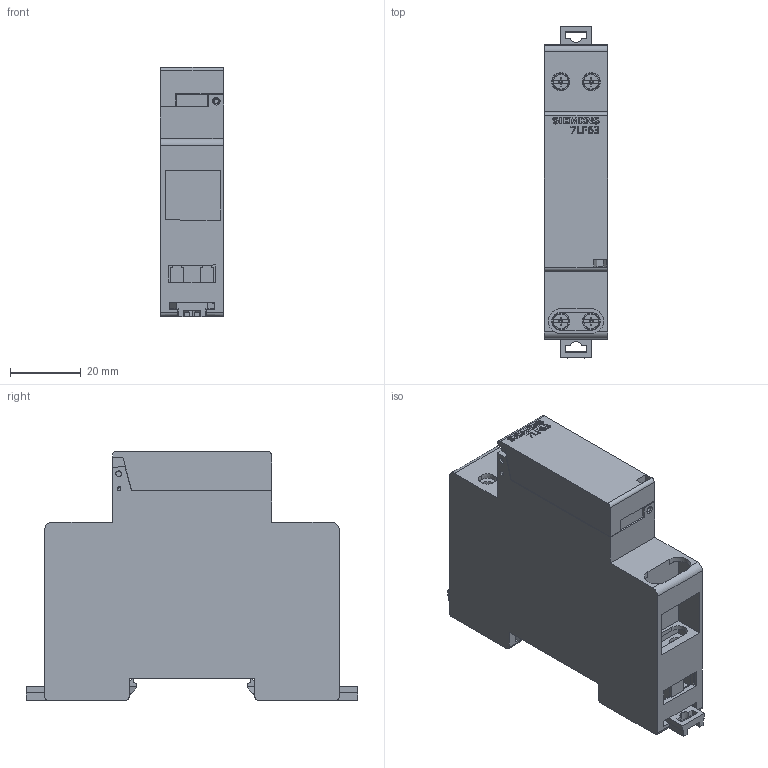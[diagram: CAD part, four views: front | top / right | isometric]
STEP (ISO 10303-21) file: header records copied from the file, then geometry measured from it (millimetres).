
FILE_DESCRIPTION(('STEP AP214'),'1');
FILE_NAME('cctmp_ADA60A95-BE86-44A2-8A24-DBADE543FCB7_2023_07_22_12_45_22_0817..stp','2023-07-22T10:45:23',('SIEMENS A&D'),('CADClick - www.CADClick.com'),'Spatial InterOp 3D postprocessed',' ','unknown authorization');
FILE_SCHEMA(('AUTOMOTIVE_DESIGN'));
Length unit declared in the file: millimetre
Products named in the file (3): cc_unnamed; 2023_07_22_12_45_22_0768; 2023_07_22_12_45_22_0764
Assembly tree (2 placements, depth 2):
  cc_unnamed
    2023_07_22_12_45_22_0768
    2023_07_22_12_45_22_0764
Bounding box: 17.85 x 93.6 x 70.28 mm (x, y, z)
Volume: 37816.2 mm3; surface area: 39666.4 mm2
Topology: 2 solids, 3 shells, 867 faces, 2527 edges, 1688 vertices
Faces by surface type: plane 702, cylinder 103, cone 26, extrusion 18, bspline 16, torus 2
Entity records: 36559 total; most frequent: CARTESIAN_POINT 11229, ORIENTED_EDGE 5054, DIRECTION 4158, EDGE_CURVE 2527, VECTOR 1904, LINE 1886, VERTEX_POINT 1688, AXIS2_PLACEMENT_3D 1127
